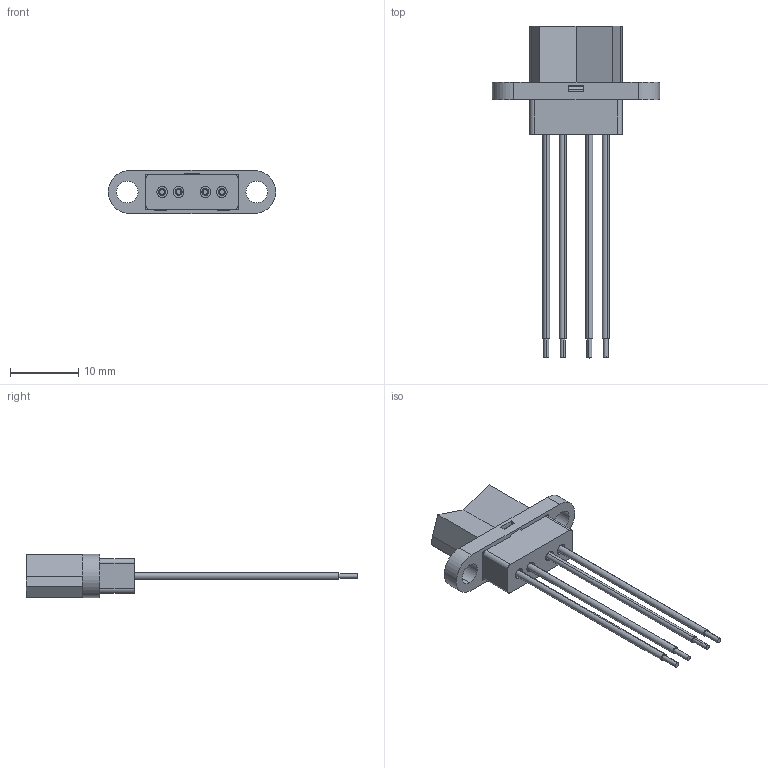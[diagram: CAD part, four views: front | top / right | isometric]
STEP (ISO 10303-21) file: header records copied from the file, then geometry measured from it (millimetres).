
FILE_DESCRIPTION (( 'STEP AP214' ), '1' );
FILE_NAME ('OPB755TZ_OPB755TAZ_LESS-CONNECTOR.STEP', '2021-03-29T20:25:51', ( '' ), ( '' ), 'SwSTEP 2.0', 'SolidWorks 2020', '' );
FILE_SCHEMA (( 'AUTOMOTIVE_DESIGN' ));
Length unit declared in the file: inch
Products named in the file (7): C450-341-001; OPB755TAZ-BLACK-WIRE_; OPB755TAZ-GREEN-WIRE_; OPB755TAZ-WHITE-WIRE_; OPB755TAZ-RED-WIRE_; OPB755TZ_OPB755TAZ_LESS-CONNECTOR; C450-320-001_T
Assembly tree (6 placements, depth 2):
  OPB755TZ_OPB755TAZ_LESS-CONNECTOR
    C450-320-001_T
    C450-341-001
    OPB755TAZ-WHITE-WIRE_
    OPB755TAZ-RED-WIRE_
    OPB755TAZ-GREEN-WIRE_
    OPB755TAZ-BLACK-WIRE_
Bounding box: 24.64 x 48.82 x 6.35 mm (x, y, z)
Volume: 786.2 mm3; surface area: 2179.7 mm2
Topology: 6 solids, 6 shells, 223 faces, 609 edges, 402 vertices
Faces by surface type: plane 174, cylinder 34, bspline 15
Entity records: 8174 total; most frequent: CARTESIAN_POINT 1986, ORIENTED_EDGE 1218, DIRECTION 1081, EDGE_CURVE 609, LINE 511, VECTOR 511, VERTEX_POINT 402, AXIS2_PLACEMENT_3D 285
